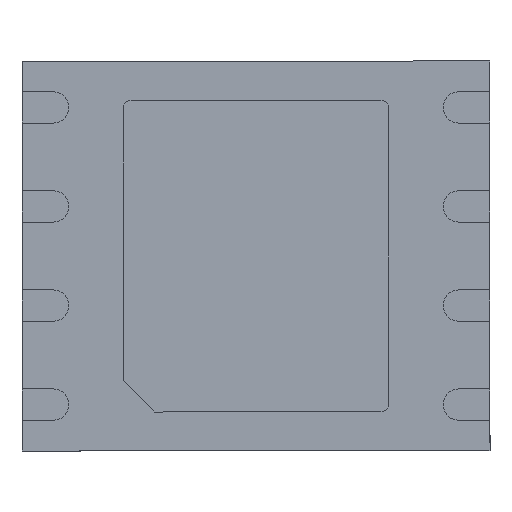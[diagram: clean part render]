
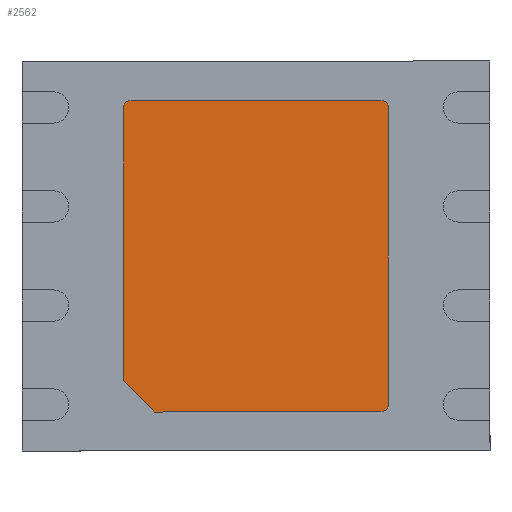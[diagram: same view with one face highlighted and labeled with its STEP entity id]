
A CAD part, front view. The second image highlights one B-rep face of the part: STEP entity #2562.
In plain terms, the highlighted planar face has unit normal (0, -1, 0).
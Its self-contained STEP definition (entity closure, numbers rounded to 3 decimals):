
#10 = CARTESIAN_POINT ( 'NONE',  ( 1.7, 0., 1.9 ) ) ;
#95 = CIRCLE ( 'NONE', #1934, 0.1 ) ;
#153 = PLANE ( 'NONE',  #2622 ) ;
#214 = VECTOR ( 'NONE', #2977, 1000. ) ;
#215 = DIRECTION ( 'NONE',  ( -1., 0., 0. ) ) ;
#361 = VECTOR ( 'NONE', #660, 1000. ) ;
#369 = VECTOR ( 'NONE', #1134, 1000. ) ;
#398 = LINE ( 'NONE', #1047, #2026 ) ;
#416 = CARTESIAN_POINT ( 'NONE',  ( -1.3, 0., -2. ) ) ;
#519 = ORIENTED_EDGE ( 'NONE', *, *, #2559, .T. ) ;
#525 = FACE_OUTER_BOUND ( 'NONE', #2594, .T. ) ;
#537 = CARTESIAN_POINT ( 'NONE',  ( -1.7, 0., -1.6 ) ) ;
#593 = CARTESIAN_POINT ( 'NONE',  ( -1.6, 0., 1.9 ) ) ;
#643 = VERTEX_POINT ( 'NONE', #2247 ) ;
#660 = DIRECTION ( 'NONE',  ( 0.707, 0., -0.707 ) ) ;
#664 = EDGE_CURVE ( 'NONE', #3377, #643, #95, .T. ) ;
#798 = EDGE_CURVE ( 'NONE', #2921, #3377, #2534, .T. ) ;
#833 = DIRECTION ( 'NONE',  ( 1., 0., 0. ) ) ;
#966 = VECTOR ( 'NONE', #2533, 1000. ) ;
#1047 = CARTESIAN_POINT ( 'NONE',  ( 1.6, 0., 2. ) ) ;
#1067 = CARTESIAN_POINT ( 'NONE',  ( 1.6, 0., -1.9 ) ) ;
#1134 = DIRECTION ( 'NONE',  ( 1., 0., 0. ) ) ;
#1238 = LINE ( 'NONE', #1316, #214 ) ;
#1261 = VERTEX_POINT ( 'NONE', #1645 ) ;
#1269 = VERTEX_POINT ( 'NONE', #10 ) ;
#1316 = CARTESIAN_POINT ( 'NONE',  ( 1.7, 0., 1.9 ) ) ;
#1339 = EDGE_CURVE ( 'NONE', #1261, #2108, #1369, .T. ) ;
#1369 = CIRCLE ( 'NONE', #2583, 0.1 ) ;
#1430 = DIRECTION ( 'NONE',  ( 1., 0., 0. ) ) ;
#1437 = ORIENTED_EDGE ( 'NONE', *, *, #2479, .T. ) ;
#1522 = ORIENTED_EDGE ( 'NONE', *, *, #2953, .T. ) ;
#1639 = DIRECTION ( 'NONE',  ( 0., -1., 0. ) ) ;
#1645 = CARTESIAN_POINT ( 'NONE',  ( -1.6, 0., 2. ) ) ;
#1680 = CARTESIAN_POINT ( 'NONE',  ( 1.6, 0., 2. ) ) ;
#1683 = ORIENTED_EDGE ( 'NONE', *, *, #664, .T. ) ;
#1844 = ORIENTED_EDGE ( 'NONE', *, *, #2054, .T. ) ;
#1934 = AXIS2_PLACEMENT_3D ( 'NONE', #1067, #1639, #3609 ) ;
#2026 = VECTOR ( 'NONE', #215, 1000. ) ;
#2054 = EDGE_CURVE ( 'NONE', #2468, #2921, #3655, .T. ) ;
#2065 = AXIS2_PLACEMENT_3D ( 'NONE', #3340, #2516, #833 ) ;
#2108 = VERTEX_POINT ( 'NONE', #2352 ) ;
#2137 = DIRECTION ( 'NONE',  ( 1., 0., 0. ) ) ;
#2164 = LINE ( 'NONE', #2848, #966 ) ;
#2243 = CARTESIAN_POINT ( 'NONE',  ( 1.6, 0., -2. ) ) ;
#2247 = CARTESIAN_POINT ( 'NONE',  ( 1.7, 0., -1.9 ) ) ;
#2327 = ORIENTED_EDGE ( 'NONE', *, *, #1339, .T. ) ;
#2352 = CARTESIAN_POINT ( 'NONE',  ( -1.7, 0., 1.9 ) ) ;
#2399 = VERTEX_POINT ( 'NONE', #1680 ) ;
#2468 = VERTEX_POINT ( 'NONE', #537 ) ;
#2479 = EDGE_CURVE ( 'NONE', #1269, #2399, #2873, .T. ) ;
#2516 = DIRECTION ( 'NONE',  ( 0., -1., 0. ) ) ;
#2533 = DIRECTION ( 'NONE',  ( 0., 0., -1. ) ) ;
#2534 = LINE ( 'NONE', #2564, #369 ) ;
#2559 = EDGE_CURVE ( 'NONE', #643, #1269, #1238, .T. ) ;
#2562 = ADVANCED_FACE ( 'NONE', ( #525 ), #153, .T. ) ;
#2564 = CARTESIAN_POINT ( 'NONE',  ( 1.6, 0., -2. ) ) ;
#2583 = AXIS2_PLACEMENT_3D ( 'NONE', #593, #2603, #1430 ) ;
#2594 = EDGE_LOOP ( 'NONE', ( #2327, #1522, #1844, #3165, #1683, #519, #1437, #3268 ) ) ;
#2603 = DIRECTION ( 'NONE',  ( 0., -1., 0. ) ) ;
#2622 = AXIS2_PLACEMENT_3D ( 'NONE', #2707, #3543, #2137 ) ;
#2707 = CARTESIAN_POINT ( 'NONE',  ( -1.6, 0., 1.9 ) ) ;
#2792 = EDGE_CURVE ( 'NONE', #2399, #1261, #398, .T. ) ;
#2848 = CARTESIAN_POINT ( 'NONE',  ( -1.7, 0., -1.6 ) ) ;
#2873 = CIRCLE ( 'NONE', #2065, 0.1 ) ;
#2921 = VERTEX_POINT ( 'NONE', #3634 ) ;
#2953 = EDGE_CURVE ( 'NONE', #2108, #2468, #2164, .T. ) ;
#2977 = DIRECTION ( 'NONE',  ( 0., 0., 1. ) ) ;
#3165 = ORIENTED_EDGE ( 'NONE', *, *, #798, .T. ) ;
#3268 = ORIENTED_EDGE ( 'NONE', *, *, #2792, .T. ) ;
#3340 = CARTESIAN_POINT ( 'NONE',  ( 1.6, 0., 1.9 ) ) ;
#3377 = VERTEX_POINT ( 'NONE', #2243 ) ;
#3543 = DIRECTION ( 'NONE',  ( 0., -1., 0. ) ) ;
#3609 = DIRECTION ( 'NONE',  ( -1., 0., 0. ) ) ;
#3634 = CARTESIAN_POINT ( 'NONE',  ( -1.3, 0., -2. ) ) ;
#3655 = LINE ( 'NONE', #416, #361 ) ;
